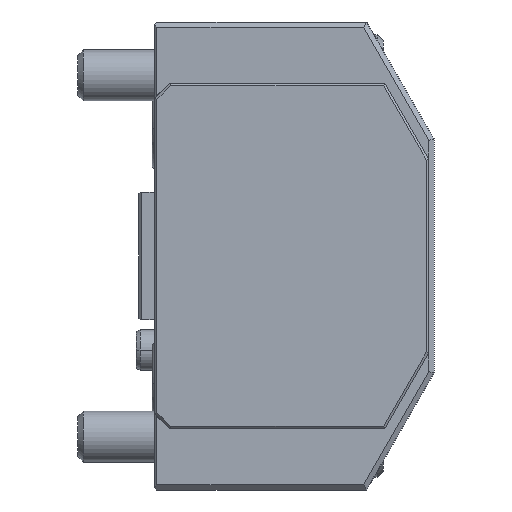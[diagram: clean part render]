
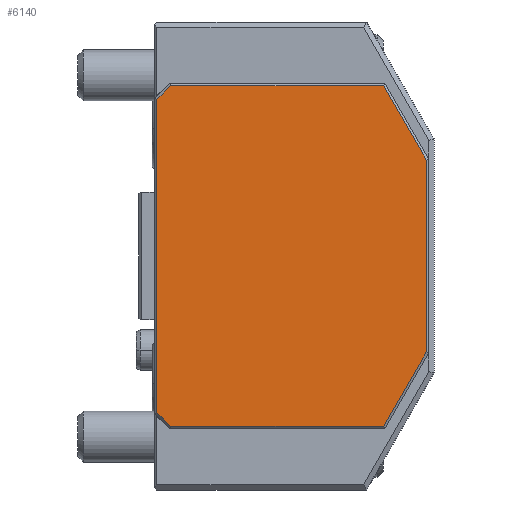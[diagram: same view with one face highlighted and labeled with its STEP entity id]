
A CAD part, left-side view. The second image highlights one B-rep face of the part: STEP entity #6140.
In plain terms, the highlighted planar face has unit normal (-1, 0, 0).
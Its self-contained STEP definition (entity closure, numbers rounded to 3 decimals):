
#727=DIRECTION('',(0.,0.,1.));
#728=VECTOR('',#727,37.732);
#729=CARTESIAN_POINT('',(-36.5,-53.5,-18.866));
#730=LINE('',#729,#728);
#731=DIRECTION('',(0.,-0.5,0.866));
#732=VECTOR('',#731,16.898);
#733=CARTESIAN_POINT('',(-36.5,-45.051,-33.5));
#734=LINE('',#733,#732);
#735=DIRECTION('',(0.,-1.,0.));
#736=VECTOR('',#735,41.844);
#737=CARTESIAN_POINT('',(-36.5,-3.207,-33.5));
#738=LINE('',#737,#736);
#739=DIRECTION('',(0.,-0.707,-0.707));
#740=VECTOR('',#739,3.828);
#741=CARTESIAN_POINT('',(-36.5,-0.5,-30.793));
#742=LINE('',#741,#740);
#743=DIRECTION('',(0.,0.,-1.));
#744=VECTOR('',#743,61.586);
#745=CARTESIAN_POINT('',(-36.5,-0.5,30.793));
#746=LINE('',#745,#744);
#747=DIRECTION('',(0.,0.707,-0.707));
#748=VECTOR('',#747,3.828);
#749=CARTESIAN_POINT('',(-36.5,-3.207,33.5));
#750=LINE('',#749,#748);
#751=DIRECTION('',(0.,1.,0.));
#752=VECTOR('',#751,41.844);
#753=CARTESIAN_POINT('',(-36.5,-45.051,33.5));
#754=LINE('',#753,#752);
#755=DIRECTION('',(0.,0.5,0.866));
#756=VECTOR('',#755,16.898);
#757=CARTESIAN_POINT('',(-36.5,-53.5,18.866));
#758=LINE('',#757,#756);
#4657=CARTESIAN_POINT('',(-36.5,-53.5,-18.866));
#4658=CARTESIAN_POINT('',(-36.5,-53.5,18.866));
#4659=VERTEX_POINT('',#4657);
#4660=VERTEX_POINT('',#4658);
#4661=CARTESIAN_POINT('',(-36.5,-45.051,33.5));
#4662=VERTEX_POINT('',#4661);
#4667=CARTESIAN_POINT('',(-36.5,-3.207,33.5));
#4668=VERTEX_POINT('',#4667);
#4671=CARTESIAN_POINT('',(-36.5,-0.5,30.793));
#4672=VERTEX_POINT('',#4671);
#4675=CARTESIAN_POINT('',(-36.5,-0.5,-30.793));
#4676=VERTEX_POINT('',#4675);
#4679=CARTESIAN_POINT('',(-36.5,-3.207,-33.5));
#4680=VERTEX_POINT('',#4679);
#4683=CARTESIAN_POINT('',(-36.5,-45.051,-33.5));
#4684=VERTEX_POINT('',#4683);
#6122=CARTESIAN_POINT('',(-36.5,-30.,0.));
#6123=DIRECTION('',(-1.,0.,0.));
#6124=DIRECTION('',(0.,0.,-1.));
#6125=AXIS2_PLACEMENT_3D('',#6122,#6123,#6124);
#6126=PLANE('',#6125);
#6128=ORIENTED_EDGE('',*,*,#6127,.F.);
#6130=ORIENTED_EDGE('',*,*,#6129,.F.);
#6132=ORIENTED_EDGE('',*,*,#6131,.F.);
#6133=ORIENTED_EDGE('',*,*,#6059,.F.);
#6134=ORIENTED_EDGE('',*,*,#6074,.F.);
#6135=ORIENTED_EDGE('',*,*,#6088,.F.);
#6136=ORIENTED_EDGE('',*,*,#6102,.F.);
#6137=ORIENTED_EDGE('',*,*,#6113,.F.);
#6138=EDGE_LOOP('',(#6128,#6130,#6132,#6133,#6134,#6135,#6136,#6137));
#6139=FACE_OUTER_BOUND('',#6138,.F.);
#6059=EDGE_CURVE('',#4676,#4680,#742,.T.);
#6074=EDGE_CURVE('',#4672,#4676,#746,.T.);
#6088=EDGE_CURVE('',#4668,#4672,#750,.T.);
#6102=EDGE_CURVE('',#4662,#4668,#754,.T.);
#6113=EDGE_CURVE('',#4660,#4662,#758,.T.);
#6127=EDGE_CURVE('',#4659,#4660,#730,.T.);
#6129=EDGE_CURVE('',#4684,#4659,#734,.T.);
#6131=EDGE_CURVE('',#4680,#4684,#738,.T.);
#6140=ADVANCED_FACE('',(#6139),#6126,.T.);
